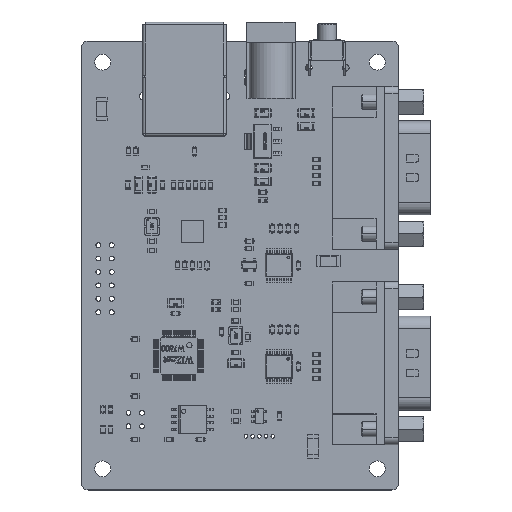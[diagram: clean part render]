
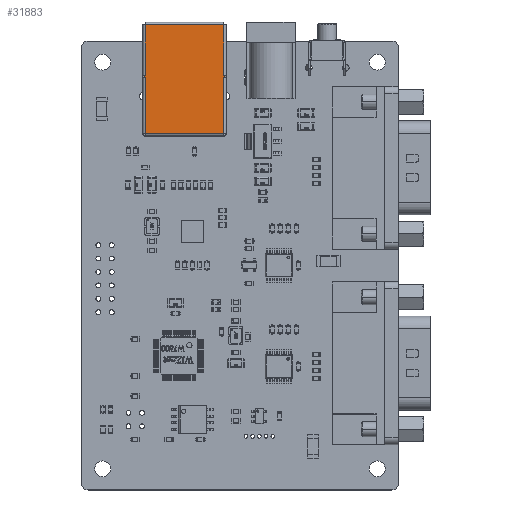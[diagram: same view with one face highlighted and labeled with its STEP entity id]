
A CAD part, top view. The second image highlights one B-rep face of the part: STEP entity #31883.
In plain terms, the highlighted face is planar.
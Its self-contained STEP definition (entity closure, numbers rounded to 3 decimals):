
#31760 = VERTEX_POINT('',#31761);
#31761 = CARTESIAN_POINT('',(-7.45,12.67,10.475));
#31785 = VERTEX_POINT('',#31786);
#31786 = CARTESIAN_POINT('',(7.45,12.67,10.475));
#31883 = ADVANCED_FACE('',(#31884),#31946,.T.);
#31884 = FACE_BOUND('',#31885,.T.);
#31885 = EDGE_LOOP('',(#31886,#31894,#31900,#31908,#31916,#31924,#31932,
    #31940));
#31886 = ORIENTED_EDGE('',*,*,#31887,.T.);
#31887 = EDGE_CURVE('',#31888,#31760,#31890,.T.);
#31888 = VERTEX_POINT('',#31889);
#31889 = CARTESIAN_POINT('',(-7.45,12.67,0.89));
#31890 = LINE('',#31891,#31892);
#31891 = CARTESIAN_POINT('',(-7.45,12.67,0.89));
#31892 = VECTOR('',#31893,1.);
#31893 = DIRECTION('',(0.,0.,1.));
#31894 = ORIENTED_EDGE('',*,*,#31895,.T.);
#31895 = EDGE_CURVE('',#31760,#31785,#31896,.T.);
#31896 = LINE('',#31897,#31898);
#31897 = CARTESIAN_POINT('',(-7.45,12.67,10.475));
#31898 = VECTOR('',#31899,1.);
#31899 = DIRECTION('',(1.,0.,0.));
#31900 = ORIENTED_EDGE('',*,*,#31901,.T.);
#31901 = EDGE_CURVE('',#31785,#31902,#31904,.T.);
#31902 = VERTEX_POINT('',#31903);
#31903 = CARTESIAN_POINT('',(7.45,12.67,0.89));
#31904 = LINE('',#31905,#31906);
#31905 = CARTESIAN_POINT('',(7.45,12.67,10.575));
#31906 = VECTOR('',#31907,1.);
#31907 = DIRECTION('',(0.,0.,-1.));
#31908 = ORIENTED_EDGE('',*,*,#31909,.T.);
#31909 = EDGE_CURVE('',#31902,#31910,#31912,.T.);
#31910 = VERTEX_POINT('',#31911);
#31911 = CARTESIAN_POINT('',(7.45,12.67,0.575));
#31912 = LINE('',#31913,#31914);
#31913 = CARTESIAN_POINT('',(7.45,12.67,10.575));
#31914 = VECTOR('',#31915,1.);
#31915 = DIRECTION('',(0.,0.,-1.));
#31916 = ORIENTED_EDGE('',*,*,#31917,.F.);
#31917 = EDGE_CURVE('',#31918,#31910,#31920,.T.);
#31918 = VERTEX_POINT('',#31919);
#31919 = CARTESIAN_POINT('',(7.45,12.67,-10.125));
#31920 = LINE('',#31921,#31922);
#31921 = CARTESIAN_POINT('',(7.45,12.67,-10.125));
#31922 = VECTOR('',#31923,1.);
#31923 = DIRECTION('',(0.,0.,1.));
#31924 = ORIENTED_EDGE('',*,*,#31925,.T.);
#31925 = EDGE_CURVE('',#31918,#31926,#31928,.T.);
#31926 = VERTEX_POINT('',#31927);
#31927 = CARTESIAN_POINT('',(-7.45,12.67,-10.125));
#31928 = LINE('',#31929,#31930);
#31929 = CARTESIAN_POINT('',(7.45,12.67,-10.125));
#31930 = VECTOR('',#31931,1.);
#31931 = DIRECTION('',(-1.,0.,0.));
#31932 = ORIENTED_EDGE('',*,*,#31933,.T.);
#31933 = EDGE_CURVE('',#31926,#31934,#31936,.T.);
#31934 = VERTEX_POINT('',#31935);
#31935 = CARTESIAN_POINT('',(-7.45,12.67,0.575));
#31936 = LINE('',#31937,#31938);
#31937 = CARTESIAN_POINT('',(-7.45,12.67,10.575));
#31938 = VECTOR('',#31939,1.);
#31939 = DIRECTION('',(0.,0.,1.));
#31940 = ORIENTED_EDGE('',*,*,#31941,.T.);
#31941 = EDGE_CURVE('',#31934,#31888,#31942,.T.);
#31942 = LINE('',#31943,#31944);
#31943 = CARTESIAN_POINT('',(-7.45,12.67,10.575));
#31944 = VECTOR('',#31945,1.);
#31945 = DIRECTION('',(0.,0.,1.));
#31946 = PLANE('',#31947);
#31947 = AXIS2_PLACEMENT_3D('',#31948,#31949,#31950);
#31948 = CARTESIAN_POINT('',(0.,12.67,0.));
#31949 = DIRECTION('',(0.,1.,0.));
#31950 = DIRECTION('',(0.,0.,1.));
